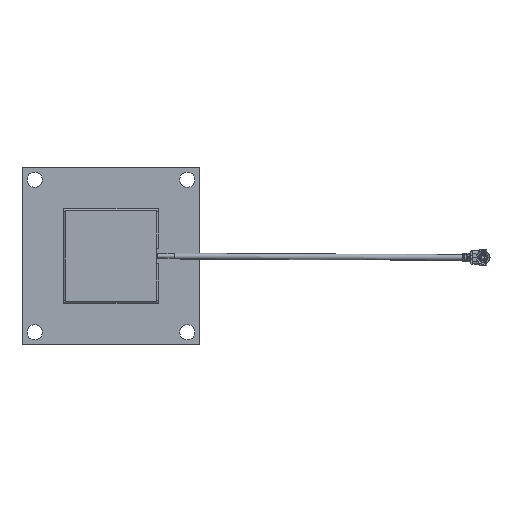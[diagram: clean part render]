
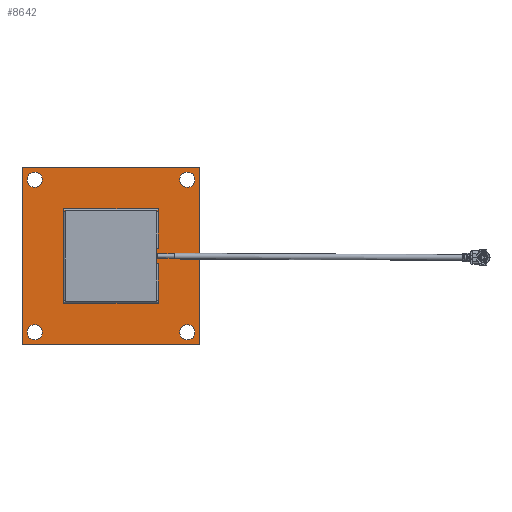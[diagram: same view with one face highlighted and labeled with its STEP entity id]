
A CAD part, top view. The second image highlights one B-rep face of the part: STEP entity #8642.
In plain terms, the highlighted planar face has unit normal (0, 0, -1).
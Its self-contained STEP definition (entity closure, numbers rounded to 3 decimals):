
#36 = DIRECTION ( 'NONE',  ( -1., 0., 0. ) ) ;
#110 = DIRECTION ( 'NONE',  ( 0., -1., 0. ) ) ;
#131 = CARTESIAN_POINT ( 'NONE',  ( 119.696, 384.111, 0.995 ) ) ;
#144 = DIRECTION ( 'NONE',  ( 0., 0., 1. ) ) ;
#194 = CARTESIAN_POINT ( 'NONE',  ( 0., 0., 0.995 ) ) ;
#326 = FACE_OUTER_BOUND ( 'NONE', #20261, .T. ) ;
#337 = DIRECTION ( 'NONE',  ( -1., 0., 0. ) ) ;
#617 = CIRCLE ( 'NONE', #14884, 1.5 ) ;
#649 = EDGE_CURVE ( 'NONE', #2958, #18618, #18261, .T. ) ;
#1369 = CARTESIAN_POINT ( 'NONE',  ( 109.196, 369.112, 0.995 ) ) ;
#1503 = CARTESIAN_POINT ( 'NONE',  ( 109.196, 399.112, 0.995 ) ) ;
#1521 = EDGE_CURVE ( 'NONE', #4178, #15102, #8084, .T. ) ;
#1655 = DIRECTION ( 'NONE',  ( 0., 0., 1. ) ) ;
#1740 = DIRECTION ( 'NONE',  ( -1., 0., 0. ) ) ;
#2031 = CARTESIAN_POINT ( 'NONE',  ( 140.196, 0., 0.995 ) ) ;
#2087 = EDGE_LOOP ( 'NONE', ( #21062, #5171 ) ) ;
#2207 = EDGE_CURVE ( 'NONE', #16793, #15570, #9195, .T. ) ;
#2242 = ORIENTED_EDGE ( 'NONE', *, *, #15654, .T. ) ;
#2319 = LINE ( 'NONE', #4583, #16730 ) ;
#2433 = ORIENTED_EDGE ( 'NONE', *, *, #2207, .T. ) ;
#2756 = CIRCLE ( 'NONE', #24319, 1.5 ) ;
#2910 = AXIS2_PLACEMENT_3D ( 'NONE', #194, #21728, #4266 ) ;
#2958 = VERTEX_POINT ( 'NONE', #131 ) ;
#3033 = EDGE_LOOP ( 'NONE', ( #21315, #2433 ) ) ;
#3289 = AXIS2_PLACEMENT_3D ( 'NONE', #16018, #15889, #337 ) ;
#3588 = AXIS2_PLACEMENT_3D ( 'NONE', #23349, #144, #13942 ) ;
#3813 = EDGE_CURVE ( 'NONE', #23665, #4178, #2319, .T. ) ;
#3910 = CARTESIAN_POINT ( 'NONE',  ( 120.696, 384.111, 0.995 ) ) ;
#4143 = FACE_BOUND ( 'NONE', #2087, .T. ) ;
#4178 = VERTEX_POINT ( 'NONE', #23689 ) ;
#4266 = DIRECTION ( 'NONE',  ( -1., 0., 0. ) ) ;
#4452 = EDGE_CURVE ( 'NONE', #7540, #10901, #24909, .T. ) ;
#4583 = CARTESIAN_POINT ( 'NONE',  ( 105.196, 0., 0.995 ) ) ;
#5171 = ORIENTED_EDGE ( 'NONE', *, *, #5503, .T. ) ;
#5279 = CARTESIAN_POINT ( 'NONE',  ( 107.696, 399.112, 0.995 ) ) ;
#5409 = DIRECTION ( 'NONE',  ( -1., 0., 0. ) ) ;
#5416 = ORIENTED_EDGE ( 'NONE', *, *, #19452, .T. ) ;
#5503 = EDGE_CURVE ( 'NONE', #16371, #7878, #19746, .T. ) ;
#6168 = CARTESIAN_POINT ( 'NONE',  ( 0., 401.612, 0.995 ) ) ;
#6303 = VERTEX_POINT ( 'NONE', #23569 ) ;
#6307 = FACE_BOUND ( 'NONE', #3033, .T. ) ;
#6596 = ORIENTED_EDGE ( 'NONE', *, *, #4452, .T. ) ;
#6731 = ORIENTED_EDGE ( 'NONE', *, *, #10421, .T. ) ;
#7152 = DIRECTION ( 'NONE',  ( -1., 0., 0. ) ) ;
#7282 = LINE ( 'NONE', #7530, #14074 ) ;
#7374 = CARTESIAN_POINT ( 'NONE',  ( 120.196, 384.111, 0.995 ) ) ;
#7530 = CARTESIAN_POINT ( 'NONE',  ( 0., 366.612, 0.995 ) ) ;
#7540 = VERTEX_POINT ( 'NONE', #1369 ) ;
#7703 = AXIS2_PLACEMENT_3D ( 'NONE', #21504, #23418, #10182 ) ;
#7878 = VERTEX_POINT ( 'NONE', #15096 ) ;
#8084 = LINE ( 'NONE', #6168, #9006 ) ;
#8112 = CIRCLE ( 'NONE', #7703, 1.5 ) ;
#8231 = FACE_BOUND ( 'NONE', #9636, .T. ) ;
#8642 = ADVANCED_FACE ( 'NONE', ( #326, #15623, #8231, #19702, #4143, #6307 ), #23516, .T. ) ;
#8941 = CARTESIAN_POINT ( 'NONE',  ( 106.196, 369.112, 0.995 ) ) ;
#9006 = VECTOR ( 'NONE', #13980, 1000. ) ;
#9195 = CIRCLE ( 'NONE', #23410, 1.5 ) ;
#9297 = CARTESIAN_POINT ( 'NONE',  ( 139.196, 369.112, 0.995 ) ) ;
#9558 = VERTEX_POINT ( 'NONE', #14346 ) ;
#9626 = DIRECTION ( 'NONE',  ( 0., 0., 1. ) ) ;
#9636 = EDGE_LOOP ( 'NONE', ( #6731, #6596 ) ) ;
#9986 = EDGE_LOOP ( 'NONE', ( #16198, #12120 ) ) ;
#10182 = DIRECTION ( 'NONE',  ( -1., 0., 0. ) ) ;
#10314 = VERTEX_POINT ( 'NONE', #1503 ) ;
#10421 = EDGE_CURVE ( 'NONE', #10901, #7540, #8112, .T. ) ;
#10873 = CARTESIAN_POINT ( 'NONE',  ( 105.196, 366.612, 0.995 ) ) ;
#10901 = VERTEX_POINT ( 'NONE', #8941 ) ;
#10964 = CARTESIAN_POINT ( 'NONE',  ( 136.196, 369.112, 0.995 ) ) ;
#11423 = CARTESIAN_POINT ( 'NONE',  ( 107.696, 399.112, 0.995 ) ) ;
#11609 = CIRCLE ( 'NONE', #19368, 1.5 ) ;
#11980 = ORIENTED_EDGE ( 'NONE', *, *, #16009, .T. ) ;
#12120 = ORIENTED_EDGE ( 'NONE', *, *, #12894, .T. ) ;
#12234 = AXIS2_PLACEMENT_3D ( 'NONE', #7374, #15156, #13236 ) ;
#12656 = CARTESIAN_POINT ( 'NONE',  ( 140.196, 401.612, 0.995 ) ) ;
#12774 = CIRCLE ( 'NONE', #17640, 1.5 ) ;
#12894 = EDGE_CURVE ( 'NONE', #18618, #2958, #18343, .T. ) ;
#12949 = DIRECTION ( 'NONE',  ( 0., 0., 1. ) ) ;
#13005 = ORIENTED_EDGE ( 'NONE', *, *, #3813, .T. ) ;
#13236 = DIRECTION ( 'NONE',  ( -1., 0., 0. ) ) ;
#13901 = LINE ( 'NONE', #2031, #20093 ) ;
#13942 = DIRECTION ( 'NONE',  ( -1., 0., 0. ) ) ;
#13980 = DIRECTION ( 'NONE',  ( 1., 0., 0. ) ) ;
#14074 = VECTOR ( 'NONE', #7152, 1000. ) ;
#14346 = CARTESIAN_POINT ( 'NONE',  ( 140.196, 366.612, 0.995 ) ) ;
#14882 = DIRECTION ( 'NONE',  ( 0., 0., 1. ) ) ;
#14884 = AXIS2_PLACEMENT_3D ( 'NONE', #17360, #24893, #15079 ) ;
#15079 = DIRECTION ( 'NONE',  ( -1., 0., 0. ) ) ;
#15096 = CARTESIAN_POINT ( 'NONE',  ( 136.196, 399.112, 0.995 ) ) ;
#15102 = VERTEX_POINT ( 'NONE', #12656 ) ;
#15156 = DIRECTION ( 'NONE',  ( 0., 0., 1. ) ) ;
#15570 = VERTEX_POINT ( 'NONE', #10964 ) ;
#15623 = FACE_BOUND ( 'NONE', #9986, .T. ) ;
#15654 = EDGE_CURVE ( 'NONE', #15102, #9558, #13901, .T. ) ;
#15814 = DIRECTION ( 'NONE',  ( 0., 1., 0. ) ) ;
#15889 = DIRECTION ( 'NONE',  ( 0., 0., 1. ) ) ;
#16009 = EDGE_CURVE ( 'NONE', #10314, #6303, #12774, .T. ) ;
#16018 = CARTESIAN_POINT ( 'NONE',  ( 107.696, 369.112, 0.995 ) ) ;
#16198 = ORIENTED_EDGE ( 'NONE', *, *, #649, .T. ) ;
#16371 = VERTEX_POINT ( 'NONE', #21583 ) ;
#16730 = VECTOR ( 'NONE', #15814, 1000. ) ;
#16793 = VERTEX_POINT ( 'NONE', #9297 ) ;
#16883 = DIRECTION ( 'NONE',  ( -1., 0., 0. ) ) ;
#17360 = CARTESIAN_POINT ( 'NONE',  ( 137.696, 369.112, 0.995 ) ) ;
#17640 = AXIS2_PLACEMENT_3D ( 'NONE', #11423, #19212, #1740 ) ;
#18261 = CIRCLE ( 'NONE', #3588, 0.5 ) ;
#18343 = CIRCLE ( 'NONE', #12234, 0.5 ) ;
#18618 = VERTEX_POINT ( 'NONE', #3910 ) ;
#18915 = AXIS2_PLACEMENT_3D ( 'NONE', #19119, #1655, #21145 ) ;
#18967 = EDGE_CURVE ( 'NONE', #9558, #23665, #7282, .T. ) ;
#19119 = CARTESIAN_POINT ( 'NONE',  ( 137.696, 399.112, 0.995 ) ) ;
#19212 = DIRECTION ( 'NONE',  ( 0., 0., 1. ) ) ;
#19368 = AXIS2_PLACEMENT_3D ( 'NONE', #5279, #12949, #16883 ) ;
#19452 = EDGE_CURVE ( 'NONE', #6303, #10314, #11609, .T. ) ;
#19702 = FACE_BOUND ( 'NONE', #20115, .T. ) ;
#19746 = CIRCLE ( 'NONE', #18915, 1.5 ) ;
#20093 = VECTOR ( 'NONE', #110, 1000. ) ;
#20115 = EDGE_LOOP ( 'NONE', ( #5416, #11980 ) ) ;
#20261 = EDGE_LOOP ( 'NONE', ( #2242, #21060, #13005, #21967 ) ) ;
#21060 = ORIENTED_EDGE ( 'NONE', *, *, #18967, .T. ) ;
#21062 = ORIENTED_EDGE ( 'NONE', *, *, #21743, .T. ) ;
#21145 = DIRECTION ( 'NONE',  ( -1., 0., 0. ) ) ;
#21315 = ORIENTED_EDGE ( 'NONE', *, *, #23807, .T. ) ;
#21504 = CARTESIAN_POINT ( 'NONE',  ( 107.696, 369.112, 0.995 ) ) ;
#21583 = CARTESIAN_POINT ( 'NONE',  ( 139.196, 399.112, 0.995 ) ) ;
#21728 = DIRECTION ( 'NONE',  ( 0., 0., -1. ) ) ;
#21743 = EDGE_CURVE ( 'NONE', #7878, #16371, #2756, .T. ) ;
#21967 = ORIENTED_EDGE ( 'NONE', *, *, #1521, .T. ) ;
#22629 = CARTESIAN_POINT ( 'NONE',  ( 137.696, 369.112, 0.995 ) ) ;
#23236 = CARTESIAN_POINT ( 'NONE',  ( 137.696, 399.112, 0.995 ) ) ;
#23349 = CARTESIAN_POINT ( 'NONE',  ( 120.196, 384.111, 0.995 ) ) ;
#23410 = AXIS2_PLACEMENT_3D ( 'NONE', #22629, #14882, #5409 ) ;
#23418 = DIRECTION ( 'NONE',  ( 0., 0., 1. ) ) ;
#23516 = PLANE ( 'NONE',  #2910 ) ;
#23569 = CARTESIAN_POINT ( 'NONE',  ( 106.196, 399.112, 0.995 ) ) ;
#23665 = VERTEX_POINT ( 'NONE', #10873 ) ;
#23689 = CARTESIAN_POINT ( 'NONE',  ( 105.196, 401.612, 0.995 ) ) ;
#23807 = EDGE_CURVE ( 'NONE', #15570, #16793, #617, .T. ) ;
#24319 = AXIS2_PLACEMENT_3D ( 'NONE', #23236, #9626, #36 ) ;
#24893 = DIRECTION ( 'NONE',  ( 0., 0., 1. ) ) ;
#24909 = CIRCLE ( 'NONE', #3289, 1.5 ) ;
